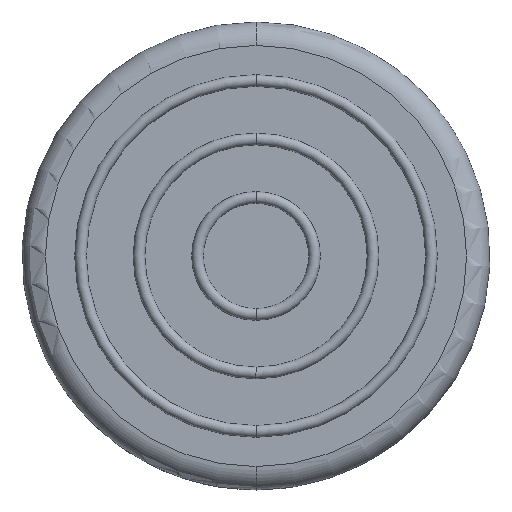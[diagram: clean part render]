
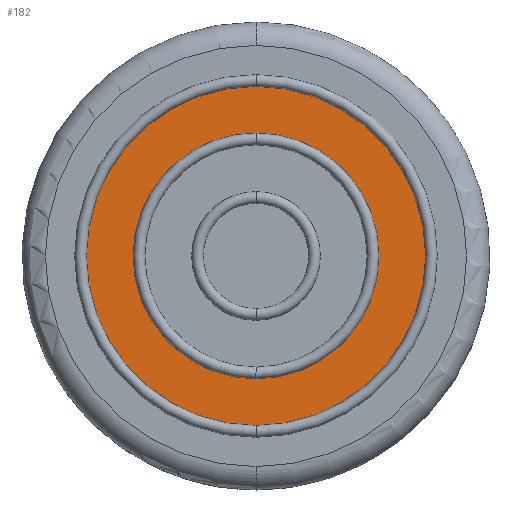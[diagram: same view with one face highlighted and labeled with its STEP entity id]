
A CAD part, front view. The second image highlights one B-rep face of the part: STEP entity #182.
In plain terms, the highlighted planar face has unit normal (0, -1, 0).
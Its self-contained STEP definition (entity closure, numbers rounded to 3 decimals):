
#105=CARTESIAN_POINT('POINT7',(0.,-1.5,
   -5.25));
#106=VERTEX_POINT('VERTEX7',#105);
#114=CARTESIAN_POINT('POINT8',(0.,-1.5,
   5.25));
#115=VERTEX_POINT('VERTEX8',#114);
#116=CARTESIAN_POINT('POS12',(0.,-1.5,
   0.));
#117=DIRECTION('DIR23',(0.,1.,0.));
#118=DIRECTION('DIR24',(0.,0.,-1.));
#119=AXIS2_PLACEMENT_3D('AXIS12',#116,#117,#118);
#120=CIRCLE('ELLIPSE9',#119,5.25);
#121=EDGE_CURVE('EDGE10',#106,#115,#120,.F.);
#143=CARTESIAN_POINT('POS14',(0.,-1.5,
   0.));
#144=DIRECTION('DIR27',(0.,1.,0.));
#145=DIRECTION('DIR28',(0.,0.,-1.));
#146=AXIS2_PLACEMENT_3D('AXIS14',#143,#144,#145);
#147=CIRCLE('ELLIPSE10',#146,5.25);
#148=EDGE_CURVE('EDGE12',#115,#106,#147,.F.);
#153=CARTESIAN_POINT('POINT9',(0.,-1.5,
   7.25));
#154=VERTEX_POINT('VERTEX9',#153);
#155=CARTESIAN_POINT('POINT10',(0.,-1.5,
   -7.25));
#156=VERTEX_POINT('VERTEX10',#155);
#157=CARTESIAN_POINT('POS15',(0.,-1.5,
   0.));
#158=DIRECTION('DIR29',(0.,1.,0.));
#159=DIRECTION('DIR30',(0.,0.,-1.));
#160=AXIS2_PLACEMENT_3D('AXIS15',#157,#158,#159);
#161=CIRCLE('ELLIPSE11',#160,7.25);
#162=EDGE_CURVE('EDGE13',#154,#156,#161,.F.);
#163=ORIENTED_EDGE('COEDGE23',*,*,#162,.T.);
#164=CARTESIAN_POINT('POS16',(0.,-1.5,
   0.));
#165=DIRECTION('DIR31',(0.,1.,0.));
#166=DIRECTION('DIR32',(0.,0.,-1.));
#167=AXIS2_PLACEMENT_3D('AXIS16',#164,#165,#166);
#168=CIRCLE('ELLIPSE12',#167,7.25);
#169=EDGE_CURVE('EDGE14',#156,#154,#168,.F.);
#170=ORIENTED_EDGE('COEDGE24',*,*,#169,.T.);
#171=EDGE_LOOP('NONE',(#163,#170));
#172=FACE_BOUND('LOOP1',#171,.T.);
#173=ORIENTED_EDGE('COEDGE25',*,*,#148,.F.);
#174=ORIENTED_EDGE('COEDGE26',*,*,#121,.F.);
#175=EDGE_LOOP('NONE',(#173,#174));
#176=FACE_BOUND('LOOP1',#175,.T.);
#177=CARTESIAN_POINT('POS17',(0.,-1.5,
   0.));
#178=DIRECTION('DIR33',(0.,-1.,0.));
#179=DIRECTION('DIR34',(1.,0.,0.));
#180=AXIS2_PLACEMENT_3D('AXIS17',#177,#178,#179);
#181=PLANE('PLANE3',#180);
#182=ADVANCED_FACE('FACE7',(#172,#176),#181,.T.);
